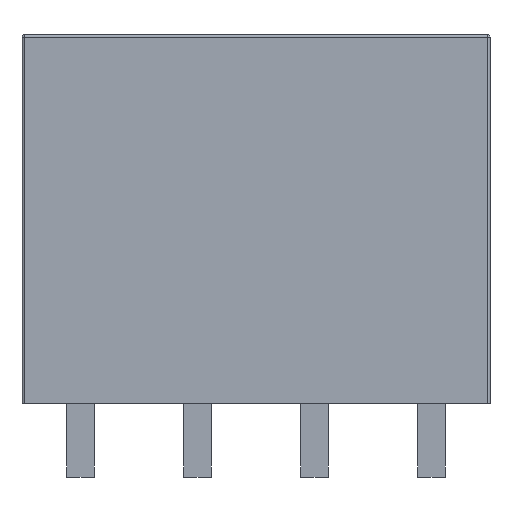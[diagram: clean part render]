
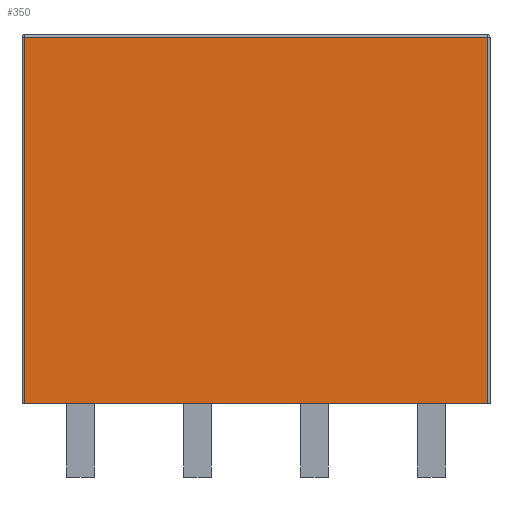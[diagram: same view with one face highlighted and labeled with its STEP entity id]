
A CAD part, front view. The second image highlights one B-rep face of the part: STEP entity #350.
In plain terms, the highlighted planar face has unit normal (0, -1, 0).
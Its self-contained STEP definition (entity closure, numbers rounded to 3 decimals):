
#299 = EDGE_CURVE ( 'NONE', #2549, #2302, #2167, .T. ) ;
#350 = ADVANCED_FACE ( 'NONE', ( #4216 ), #987, .F. ) ;
#499 = EDGE_CURVE ( 'NONE', #2444, #3026, #4291, .T. ) ;
#547 = EDGE_CURVE ( 'NONE', #3026, #2549, #3406, .T. ) ;
#565 = EDGE_CURVE ( 'NONE', #2302, #2444, #3416, .T. ) ;
#688 = AXIS2_PLACEMENT_3D ( 'NONE', #989, #993, #988 ) ;
#729 = VECTOR ( 'NONE', #1260, 1000. ) ;
#787 = VECTOR ( 'NONE', #1416, 1000. ) ;
#807 = VECTOR ( 'NONE', #1459, 1000. ) ;
#987 = PLANE ( 'NONE',  #688 ) ;
#988 = DIRECTION ( 'NONE',  ( 0., 0., 1. ) ) ;
#989 = CARTESIAN_POINT ( 'NONE',  ( -5.08, -2.54, 8. ) ) ;
#993 = DIRECTION ( 'NONE',  ( 0., 1., 0. ) ) ;
#1123 = VECTOR ( 'NONE', #3703, 1000. ) ;
#1259 = CARTESIAN_POINT ( 'NONE',  ( -5.08, -2.54, 7.95 ) ) ;
#1260 = DIRECTION ( 'NONE',  ( -1., 0., 0. ) ) ;
#1415 = CARTESIAN_POINT ( 'NONE',  ( -5.03, -2.54, 8. ) ) ;
#1416 = DIRECTION ( 'NONE',  ( 0., 0., -1. ) ) ;
#1458 = CARTESIAN_POINT ( 'NONE',  ( 5.03, -2.54, 8. ) ) ;
#1459 = DIRECTION ( 'NONE',  ( 0., 0., 1. ) ) ;
#2167 = LINE ( 'NONE', #3701, #1123 ) ;
#2302 = VERTEX_POINT ( 'NONE', #3948 ) ;
#2435 = ORIENTED_EDGE ( 'NONE', *, *, #499, .T. ) ;
#2444 = VERTEX_POINT ( 'NONE', #4015 ) ;
#2549 = VERTEX_POINT ( 'NONE', #4041 ) ;
#2554 = ORIENTED_EDGE ( 'NONE', *, *, #565, .T. ) ;
#2603 = ORIENTED_EDGE ( 'NONE', *, *, #299, .T. ) ;
#2971 = EDGE_LOOP ( 'NONE', ( #2435, #4132, #2603, #2554 ) ) ;
#3026 = VERTEX_POINT ( 'NONE', #4079 ) ;
#3406 = LINE ( 'NONE', #1415, #787 ) ;
#3416 = LINE ( 'NONE', #1458, #807 ) ;
#3701 = CARTESIAN_POINT ( 'NONE',  ( -5.08, -2.54, 0. ) ) ;
#3703 = DIRECTION ( 'NONE',  ( 1., 0., 0. ) ) ;
#3948 = CARTESIAN_POINT ( 'NONE',  ( 5.03, -2.54, 0. ) ) ;
#4015 = CARTESIAN_POINT ( 'NONE',  ( 5.03, -2.54, 7.95 ) ) ;
#4041 = CARTESIAN_POINT ( 'NONE',  ( -5.03, -2.54, 0. ) ) ;
#4079 = CARTESIAN_POINT ( 'NONE',  ( -5.03, -2.54, 7.95 ) ) ;
#4132 = ORIENTED_EDGE ( 'NONE', *, *, #547, .T. ) ;
#4216 = FACE_OUTER_BOUND ( 'NONE', #2971, .T. ) ;
#4291 = LINE ( 'NONE', #1259, #729 ) ;
